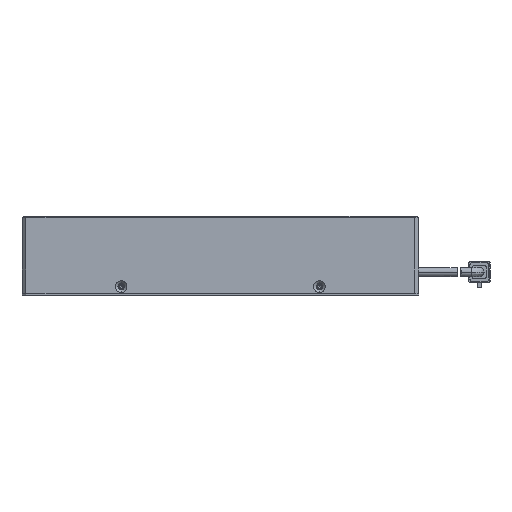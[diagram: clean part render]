
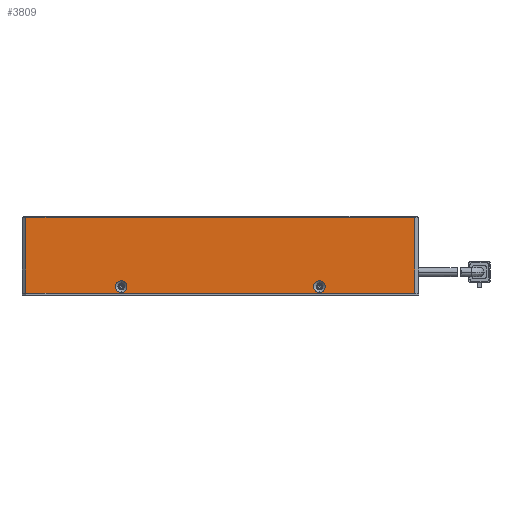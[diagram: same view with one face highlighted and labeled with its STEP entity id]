
A CAD part, front view. The second image highlights one B-rep face of the part: STEP entity #3809.
In plain terms, the highlighted planar face has unit normal (0, -1, 0).
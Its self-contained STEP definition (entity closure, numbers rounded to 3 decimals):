
#75 = DIRECTION ( 'NONE',  ( 0., -1., 0. ) ) ;
#151 = CARTESIAN_POINT ( 'NONE',  ( -47.332, -64.251, -1.5 ) ) ;
#184 = VECTOR ( 'NONE', #19081, 1000. ) ;
#307 = CARTESIAN_POINT ( 'NONE',  ( -83.332, -64.251, -4. ) ) ;
#1056 = FACE_BOUND ( 'NONE', #3852, .T. ) ;
#1170 = VERTEX_POINT ( 'NONE', #11395 ) ;
#1252 = CARTESIAN_POINT ( 'NONE',  ( 27.668, -64.251, -1.5 ) ) ;
#1741 = DIRECTION ( 'NONE',  ( 0., 0., -1. ) ) ;
#2311 = CIRCLE ( 'NONE', #10476, 2.2 ) ;
#2729 = ORIENTED_EDGE ( 'NONE', *, *, #17979, .T. ) ;
#2784 = VECTOR ( 'NONE', #12685, 1000. ) ;
#2834 = DIRECTION ( 'NONE',  ( 0., 0., 1. ) ) ;
#3441 = CARTESIAN_POINT ( 'NONE',  ( 27.668, -64.251, -1.5 ) ) ;
#3773 = CARTESIAN_POINT ( 'NONE',  ( -83.332, -64.251, 24.7 ) ) ;
#3809 = ADVANCED_FACE ( 'NONE', ( #9234, #16902, #1056 ), #11059, .F. ) ;
#3852 = EDGE_LOOP ( 'NONE', ( #17378, #12956 ) ) ;
#4150 = DIRECTION ( 'NONE',  ( 0., 0., -1. ) ) ;
#4308 = AXIS2_PLACEMENT_3D ( 'NONE', #151, #75, #6039 ) ;
#4770 = EDGE_CURVE ( 'NONE', #1170, #13119, #10982, .T. ) ;
#4793 = LINE ( 'NONE', #11367, #184 ) ;
#4991 = DIRECTION ( 'NONE',  ( 0., 0., 1. ) ) ;
#5776 = CARTESIAN_POINT ( 'NONE',  ( 27.668, -64.251, 0.7 ) ) ;
#5975 = CARTESIAN_POINT ( 'NONE',  ( 27.668, -64.251, -3.7 ) ) ;
#6039 = DIRECTION ( 'NONE',  ( 0., 0., 1. ) ) ;
#6258 = CARTESIAN_POINT ( 'NONE',  ( 63.668, -64.251, -4. ) ) ;
#6395 = VECTOR ( 'NONE', #4150, 1000. ) ;
#7196 = EDGE_CURVE ( 'NONE', #13831, #14560, #9492, .T. ) ;
#7598 = ORIENTED_EDGE ( 'NONE', *, *, #7196, .F. ) ;
#7614 = ORIENTED_EDGE ( 'NONE', *, *, #4770, .F. ) ;
#7980 = EDGE_CURVE ( 'NONE', #14560, #13831, #13395, .T. ) ;
#9234 = FACE_OUTER_BOUND ( 'NONE', #19037, .T. ) ;
#9319 = DIRECTION ( 'NONE',  ( 0., 0., -1. ) ) ;
#9387 = DIRECTION ( 'NONE',  ( 0., 1., 0. ) ) ;
#9455 = CARTESIAN_POINT ( 'NONE',  ( 65.168, -64.251, -4. ) ) ;
#9492 = CIRCLE ( 'NONE', #4308, 2.2 ) ;
#9648 = CARTESIAN_POINT ( 'NONE',  ( 65.168, -64.251, 24.7 ) ) ;
#9872 = ORIENTED_EDGE ( 'NONE', *, *, #15935, .T. ) ;
#10476 = AXIS2_PLACEMENT_3D ( 'NONE', #1252, #11966, #2834 ) ;
#10548 = VERTEX_POINT ( 'NONE', #307 ) ;
#10799 = CARTESIAN_POINT ( 'NONE',  ( 63.668, -64.251, -4. ) ) ;
#10916 = AXIS2_PLACEMENT_3D ( 'NONE', #3441, #14152, #4991 ) ;
#10982 = LINE ( 'NONE', #10799, #18653 ) ;
#11059 = PLANE ( 'NONE',  #13719 ) ;
#11367 = CARTESIAN_POINT ( 'NONE',  ( 65.168, -64.251, -4. ) ) ;
#11395 = CARTESIAN_POINT ( 'NONE',  ( 63.668, -64.251, 24.7 ) ) ;
#11731 = CARTESIAN_POINT ( 'NONE',  ( -83.332, -64.251, -4. ) ) ;
#11805 = DIRECTION ( 'NONE',  ( 0., 0., 1. ) ) ;
#11828 = DIRECTION ( 'NONE',  ( 0., -1., 0. ) ) ;
#11852 = CARTESIAN_POINT ( 'NONE',  ( -47.332, -64.251, -1.5 ) ) ;
#11966 = DIRECTION ( 'NONE',  ( 0., -1., 0. ) ) ;
#12070 = EDGE_CURVE ( 'NONE', #19289, #13543, #15771, .T. ) ;
#12411 = CARTESIAN_POINT ( 'NONE',  ( -47.332, -64.251, 0.7 ) ) ;
#12685 = DIRECTION ( 'NONE',  ( 1., 0., 0. ) ) ;
#12956 = ORIENTED_EDGE ( 'NONE', *, *, #16982, .F. ) ;
#13119 = VERTEX_POINT ( 'NONE', #6258 ) ;
#13285 = VERTEX_POINT ( 'NONE', #3773 ) ;
#13395 = CIRCLE ( 'NONE', #18818, 2.2 ) ;
#13543 = VERTEX_POINT ( 'NONE', #5975 ) ;
#13719 = AXIS2_PLACEMENT_3D ( 'NONE', #9455, #9387, #9319 ) ;
#13831 = VERTEX_POINT ( 'NONE', #19309 ) ;
#14152 = DIRECTION ( 'NONE',  ( 0., -1., 0. ) ) ;
#14560 = VERTEX_POINT ( 'NONE', #12411 ) ;
#15771 = CIRCLE ( 'NONE', #10916, 2.2 ) ;
#15923 = ORIENTED_EDGE ( 'NONE', *, *, #7980, .F. ) ;
#15935 = EDGE_CURVE ( 'NONE', #10548, #13119, #4793, .T. ) ;
#16902 = FACE_BOUND ( 'NONE', #17808, .T. ) ;
#16982 = EDGE_CURVE ( 'NONE', #13543, #19289, #2311, .T. ) ;
#17378 = ORIENTED_EDGE ( 'NONE', *, *, #12070, .F. ) ;
#17708 = EDGE_CURVE ( 'NONE', #13285, #1170, #18589, .T. ) ;
#17808 = EDGE_LOOP ( 'NONE', ( #15923, #7598 ) ) ;
#17979 = EDGE_CURVE ( 'NONE', #13285, #10548, #18573, .T. ) ;
#18573 = LINE ( 'NONE', #11731, #6395 ) ;
#18589 = LINE ( 'NONE', #9648, #2784 ) ;
#18653 = VECTOR ( 'NONE', #1741, 1000. ) ;
#18808 = ORIENTED_EDGE ( 'NONE', *, *, #17708, .F. ) ;
#18818 = AXIS2_PLACEMENT_3D ( 'NONE', #11852, #11828, #11805 ) ;
#19037 = EDGE_LOOP ( 'NONE', ( #18808, #2729, #9872, #7614 ) ) ;
#19081 = DIRECTION ( 'NONE',  ( 1., 0., 0. ) ) ;
#19289 = VERTEX_POINT ( 'NONE', #5776 ) ;
#19309 = CARTESIAN_POINT ( 'NONE',  ( -47.332, -64.251, -3.7 ) ) ;
